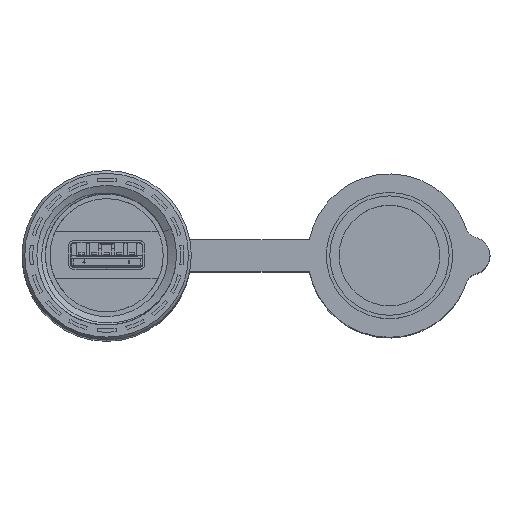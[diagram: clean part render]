
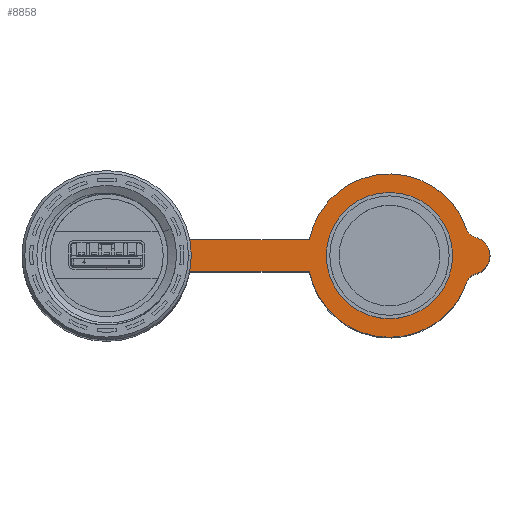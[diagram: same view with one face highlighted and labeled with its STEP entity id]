
A CAD part, top view. The second image highlights one B-rep face of the part: STEP entity #8858.
In plain terms, the highlighted planar face has unit normal (0, 0, 1).
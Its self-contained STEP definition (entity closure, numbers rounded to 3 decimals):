
#18 = DIRECTION ( 'NONE',  ( 1., 0., 0. ) ) ;
#311 = EDGE_CURVE ( 'NONE', #43475, #35645, #27173, .T. ) ;
#489 = DIRECTION ( 'NONE',  ( 1., 0., 0. ) ) ;
#553 = DIRECTION ( 'NONE',  ( 0., 0., -1. ) ) ;
#650 = CARTESIAN_POINT ( 'NONE',  ( -10.05, 0., -3.262 ) ) ;
#970 = VERTEX_POINT ( 'NONE', #18802 ) ;
#1496 = VERTEX_POINT ( 'NONE', #45700 ) ;
#1502 = DIRECTION ( 'NONE',  ( 0., 0., 1. ) ) ;
#2953 = VECTOR ( 'NONE', #37636, 1000. ) ;
#3421 = FACE_OUTER_BOUND ( 'NONE', #23847, .T. ) ;
#3425 = VERTEX_POINT ( 'NONE', #16278 ) ;
#3819 = EDGE_CURVE ( 'NONE', #23908, #20204, #43249, .T. ) ;
#3953 = VERTEX_POINT ( 'NONE', #24579 ) ;
#4473 = EDGE_LOOP ( 'NONE', ( #24137, #31942 ) ) ;
#4616 = FACE_BOUND ( 'NONE', #21464, .T. ) ;
#4966 = EDGE_CURVE ( 'NONE', #3953, #20204, #49773, .T. ) ;
#5006 = ORIENTED_EDGE ( 'NONE', *, *, #17814, .T. ) ;
#5498 = VECTOR ( 'NONE', #27215, 1000. ) ;
#6137 = DIRECTION ( 'NONE',  ( 0., 0., -1. ) ) ;
#6579 = CIRCLE ( 'NONE', #14566, 13. ) ;
#6925 = CARTESIAN_POINT ( 'NONE',  ( -5.2, -45., -3.262 ) ) ;
#7266 = EDGE_CURVE ( 'NONE', #47298, #30485, #34967, .T. ) ;
#7374 = ORIENTED_EDGE ( 'NONE', *, *, #37999, .F. ) ;
#7882 = CARTESIAN_POINT ( 'NONE',  ( 0., -45., -3.262 ) ) ;
#8165 = EDGE_CURVE ( 'NONE', #37152, #27889, #38055, .T. ) ;
#8510 = VERTEX_POINT ( 'NONE', #9999 ) ;
#8858 = ADVANCED_FACE ( 'NONE', ( #3421, #34313, #4616 ), #47867, .T. ) ;
#8864 = AXIS2_PLACEMENT_3D ( 'NONE', #12111, #39215, #15971 ) ;
#9255 = AXIS2_PLACEMENT_3D ( 'NONE', #42536, #19326, #46429 ) ;
#9999 = CARTESIAN_POINT ( 'NONE',  ( -4.208, 12.3, -3.262 ) ) ;
#11776 = DIRECTION ( 'NONE',  ( 1., 0., 0. ) ) ;
#12111 = CARTESIAN_POINT ( 'NONE',  ( 0., 0., -3.262 ) ) ;
#12535 = DIRECTION ( 'NONE',  ( 0., 0., -1. ) ) ;
#12665 = AXIS2_PLACEMENT_3D ( 'NONE', #7882, #34996, #11776 ) ;
#12733 = ORIENTED_EDGE ( 'NONE', *, *, #21081, .T. ) ;
#12857 = CARTESIAN_POINT ( 'NONE',  ( 0., -45., -3.262 ) ) ;
#13009 = CARTESIAN_POINT ( 'NONE',  ( 0., 0., -3.262 ) ) ;
#13487 = CIRCLE ( 'NONE', #8864, 10.05 ) ;
#13608 = CARTESIAN_POINT ( 'NONE',  ( 10.05, 0., -3.262 ) ) ;
#14033 = ORIENTED_EDGE ( 'NONE', *, *, #7266, .T. ) ;
#14154 = DIRECTION ( 'NONE',  ( 0., 0., 1. ) ) ;
#14566 = AXIS2_PLACEMENT_3D ( 'NONE', #13009, #40118, #16881 ) ;
#14995 = EDGE_CURVE ( 'NONE', #35645, #43475, #42111, .T. ) ;
#15530 = CARTESIAN_POINT ( 'NONE',  ( 2.5, -12.757, -3.262 ) ) ;
#15750 = LINE ( 'NONE', #15530, #5498 ) ;
#15884 = CARTESIAN_POINT ( 'NONE',  ( 2.913, 13.715, -3.262 ) ) ;
#15925 = CARTESIAN_POINT ( 'NONE',  ( 0., 0., -3.262 ) ) ;
#15971 = DIRECTION ( 'NONE',  ( 1., 0., 0. ) ) ;
#16278 = CARTESIAN_POINT ( 'NONE',  ( -2.5, -12.757, -3.262 ) ) ;
#16734 = DIRECTION ( 'NONE',  ( 1., 0., 0. ) ) ;
#16881 = DIRECTION ( 'NONE',  ( 1., 0., 0. ) ) ;
#17814 = EDGE_CURVE ( 'NONE', #30485, #3953, #6579, .T. ) ;
#18105 = CIRCLE ( 'NONE', #29602, 13. ) ;
#18183 = AXIS2_PLACEMENT_3D ( 'NONE', #46415, #23185, #18 ) ;
#18563 = ORIENTED_EDGE ( 'NONE', *, *, #4966, .T. ) ;
#18802 = CARTESIAN_POINT ( 'NONE',  ( 5.2, -45., -3.262 ) ) ;
#19326 = DIRECTION ( 'NONE',  ( 0., 0., 1. ) ) ;
#19397 = DIRECTION ( 'NONE',  ( 0., 0., -1. ) ) ;
#19865 = DIRECTION ( 'NONE',  ( 1., 0., 0. ) ) ;
#20204 = VERTEX_POINT ( 'NONE', #15884 ) ;
#20799 = EDGE_CURVE ( 'NONE', #8510, #3425, #18105, .T. ) ;
#21081 = EDGE_CURVE ( 'NONE', #23908, #8510, #36867, .T. ) ;
#21464 = EDGE_LOOP ( 'NONE', ( #40105, #29017 ) ) ;
#21578 = AXIS2_PLACEMENT_3D ( 'NONE', #42599, #19397, #46504 ) ;
#23185 = DIRECTION ( 'NONE',  ( 0., 0., -1. ) ) ;
#23657 = DIRECTION ( 'NONE',  ( 0., 0., -1. ) ) ;
#23731 = CARTESIAN_POINT ( 'NONE',  ( 0., 13., -3.262 ) ) ;
#23847 = EDGE_LOOP ( 'NONE', ( #34081, #12733, #37203, #46645, #37389, #25000, #28673, #7374, #14033, #5006, #18563 ) ) ;
#23908 = VERTEX_POINT ( 'NONE', #25857 ) ;
#24137 = ORIENTED_EDGE ( 'NONE', *, *, #8165, .F. ) ;
#24579 = CARTESIAN_POINT ( 'NONE',  ( 4.208, 12.3, -3.262 ) ) ;
#25000 = ORIENTED_EDGE ( 'NONE', *, *, #27846, .F. ) ;
#25857 = CARTESIAN_POINT ( 'NONE',  ( -2.913, 13.715, -3.262 ) ) ;
#25873 = EDGE_CURVE ( 'NONE', #40945, #1496, #36783, .T. ) ;
#26061 = CIRCLE ( 'NONE', #40462, 5.2 ) ;
#27173 = CIRCLE ( 'NONE', #18183, 3.2 ) ;
#27215 = DIRECTION ( 'NONE',  ( 0., -1., 0. ) ) ;
#27616 = DIRECTION ( 'NONE',  ( 1., 0., 0. ) ) ;
#27846 = EDGE_CURVE ( 'NONE', #970, #40945, #29584, .T. ) ;
#27889 = VERTEX_POINT ( 'NONE', #650 ) ;
#27980 = VERTEX_POINT ( 'NONE', #47881 ) ;
#28511 = DIRECTION ( 'NONE',  ( 1., 0., 0. ) ) ;
#28673 = ORIENTED_EDGE ( 'NONE', *, *, #33839, .F. ) ;
#29017 = ORIENTED_EDGE ( 'NONE', *, *, #14995, .T. ) ;
#29304 = CARTESIAN_POINT ( 'NONE',  ( 0., -45., -3.262 ) ) ;
#29584 = CIRCLE ( 'NONE', #39564, 5.2 ) ;
#29602 = AXIS2_PLACEMENT_3D ( 'NONE', #37384, #14154, #41310 ) ;
#30485 = VERTEX_POINT ( 'NONE', #37890 ) ;
#30696 = EDGE_CURVE ( 'NONE', #27889, #37152, #13487, .T. ) ;
#31248 = AXIS2_PLACEMENT_3D ( 'NONE', #15925, #43055, #19865 ) ;
#31942 = ORIENTED_EDGE ( 'NONE', *, *, #30696, .F. ) ;
#32281 = AXIS2_PLACEMENT_3D ( 'NONE', #43813, #1502, #28511 ) ;
#32899 = CARTESIAN_POINT ( 'NONE',  ( -3.2, -45., -3.262 ) ) ;
#33247 = DIRECTION ( 'NONE',  ( 1., 0., 0. ) ) ;
#33839 = EDGE_CURVE ( 'NONE', #27980, #970, #26061, .T. ) ;
#34081 = ORIENTED_EDGE ( 'NONE', *, *, #3819, .F. ) ;
#34313 = FACE_BOUND ( 'NONE', #4473, .T. ) ;
#34775 = AXIS2_PLACEMENT_3D ( 'NONE', #35739, #12535, #39647 ) ;
#34967 = CIRCLE ( 'NONE', #31248, 13. ) ;
#34996 = DIRECTION ( 'NONE',  ( 0., 0., -1. ) ) ;
#35645 = VERTEX_POINT ( 'NONE', #42877 ) ;
#35739 = CARTESIAN_POINT ( 'NONE',  ( 4.856, 14.192, -3.262 ) ) ;
#36783 = CIRCLE ( 'NONE', #12665, 5.2 ) ;
#36867 = CIRCLE ( 'NONE', #21578, 2. ) ;
#37152 = VERTEX_POINT ( 'NONE', #13608 ) ;
#37203 = ORIENTED_EDGE ( 'NONE', *, *, #20799, .T. ) ;
#37384 = CARTESIAN_POINT ( 'NONE',  ( 0., 0., -3.262 ) ) ;
#37389 = ORIENTED_EDGE ( 'NONE', *, *, #25873, .F. ) ;
#37518 = AXIS2_PLACEMENT_3D ( 'NONE', #29304, #6137, #33247 ) ;
#37636 = DIRECTION ( 'NONE',  ( 0., 1., 0. ) ) ;
#37890 = CARTESIAN_POINT ( 'NONE',  ( 13., 0., -3.262 ) ) ;
#37999 = EDGE_CURVE ( 'NONE', #47298, #27980, #15750, .T. ) ;
#38055 = CIRCLE ( 'NONE', #9255, 10.05 ) ;
#39059 = EDGE_CURVE ( 'NONE', #1496, #3425, #45364, .T. ) ;
#39215 = DIRECTION ( 'NONE',  ( 0., 0., 1. ) ) ;
#39564 = AXIS2_PLACEMENT_3D ( 'NONE', #46870, #23657, #489 ) ;
#39647 = DIRECTION ( 'NONE',  ( 1., 0., 0. ) ) ;
#39971 = DIRECTION ( 'NONE',  ( 0., 0., -1. ) ) ;
#40105 = ORIENTED_EDGE ( 'NONE', *, *, #311, .T. ) ;
#40118 = DIRECTION ( 'NONE',  ( 0., 0., 1. ) ) ;
#40462 = AXIS2_PLACEMENT_3D ( 'NONE', #12857, #39971, #16734 ) ;
#40945 = VERTEX_POINT ( 'NONE', #6925 ) ;
#41310 = DIRECTION ( 'NONE',  ( 1., 0., 0. ) ) ;
#41543 = CARTESIAN_POINT ( 'NONE',  ( 2.5, -12.757, -3.262 ) ) ;
#41559 = CARTESIAN_POINT ( 'NONE',  ( -2.5, -12.757, -3.262 ) ) ;
#42111 = CIRCLE ( 'NONE', #37518, 3.2 ) ;
#42183 = AXIS2_PLACEMENT_3D ( 'NONE', #23731, #553, #27616 ) ;
#42536 = CARTESIAN_POINT ( 'NONE',  ( 0., 0., -3.262 ) ) ;
#42599 = CARTESIAN_POINT ( 'NONE',  ( -4.856, 14.192, -3.262 ) ) ;
#42877 = CARTESIAN_POINT ( 'NONE',  ( 3.2, -45., -3.262 ) ) ;
#43055 = DIRECTION ( 'NONE',  ( 0., 0., 1. ) ) ;
#43249 = CIRCLE ( 'NONE', #42183, 3. ) ;
#43475 = VERTEX_POINT ( 'NONE', #32899 ) ;
#43813 = CARTESIAN_POINT ( 'NONE',  ( 13., 0., -3.262 ) ) ;
#45364 = LINE ( 'NONE', #41559, #2953 ) ;
#45700 = CARTESIAN_POINT ( 'NONE',  ( -2.5, -40.44, -3.262 ) ) ;
#46415 = CARTESIAN_POINT ( 'NONE',  ( 0., -45., -3.262 ) ) ;
#46429 = DIRECTION ( 'NONE',  ( 1., 0., 0. ) ) ;
#46504 = DIRECTION ( 'NONE',  ( 1., 0., 0. ) ) ;
#46645 = ORIENTED_EDGE ( 'NONE', *, *, #39059, .F. ) ;
#46870 = CARTESIAN_POINT ( 'NONE',  ( 0., -45., -3.262 ) ) ;
#47298 = VERTEX_POINT ( 'NONE', #41543 ) ;
#47867 = PLANE ( 'NONE',  #32281 ) ;
#47881 = CARTESIAN_POINT ( 'NONE',  ( 2.5, -40.44, -3.262 ) ) ;
#49773 = CIRCLE ( 'NONE', #34775, 2. ) ;
